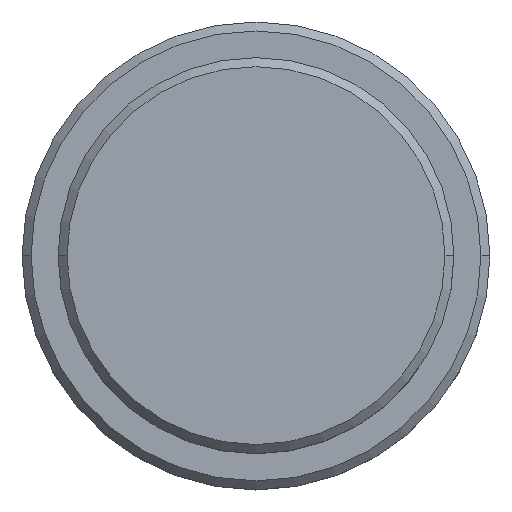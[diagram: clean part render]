
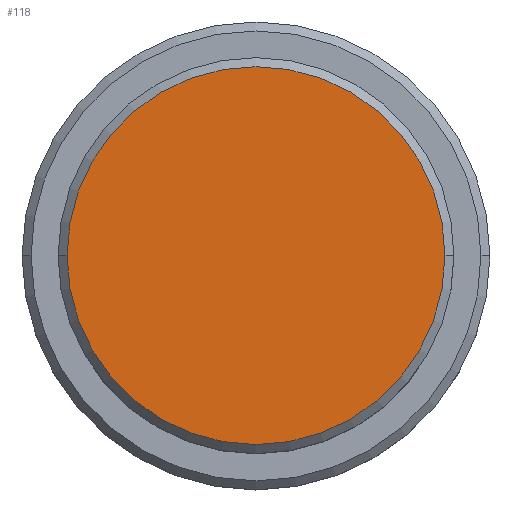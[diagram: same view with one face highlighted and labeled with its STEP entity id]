
A CAD part, top view. The second image highlights one B-rep face of the part: STEP entity #118.
In plain terms, the highlighted planar face has unit normal (0, 0, 1).
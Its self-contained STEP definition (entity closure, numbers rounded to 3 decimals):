
#54 = DIRECTION ( 'NONE',  ( 0., 0., 1. ) ) ;
#93 = DIRECTION ( 'NONE',  ( 0., 0., 1. ) ) ;
#118 = ADVANCED_FACE ( 'NONE', ( #328 ), #233, .T. ) ;
#121 = DIRECTION ( 'NONE',  ( 1., 0., 0. ) ) ;
#148 = AXIS2_PLACEMENT_3D ( 'NONE', #1033, #393, #278 ) ;
#160 = VERTEX_POINT ( 'NONE', #1235 ) ;
#233 = PLANE ( 'NONE',  #1286 ) ;
#244 = CARTESIAN_POINT ( 'NONE',  ( 0., 0., 0. ) ) ;
#278 = DIRECTION ( 'NONE',  ( 1., 0., 0. ) ) ;
#309 = CIRCLE ( 'NONE', #846, 10.5 ) ;
#328 = FACE_OUTER_BOUND ( 'NONE', #1369, .T. ) ;
#393 = DIRECTION ( 'NONE',  ( 0., 0., 1. ) ) ;
#499 = CARTESIAN_POINT ( 'NONE',  ( 0., 0., 0. ) ) ;
#698 = EDGE_CURVE ( 'NONE', #1068, #160, #753, .T. ) ;
#753 = CIRCLE ( 'NONE', #148, 10.5 ) ;
#846 = AXIS2_PLACEMENT_3D ( 'NONE', #499, #93, #954 ) ;
#954 = DIRECTION ( 'NONE',  ( 1., 0., 0. ) ) ;
#1031 = ORIENTED_EDGE ( 'NONE', *, *, #698, .T. ) ;
#1033 = CARTESIAN_POINT ( 'NONE',  ( 0., 0., 0. ) ) ;
#1068 = VERTEX_POINT ( 'NONE', #1319 ) ;
#1235 = CARTESIAN_POINT ( 'NONE',  ( -10.5, 0., 0. ) ) ;
#1286 = AXIS2_PLACEMENT_3D ( 'NONE', #244, #54, #121 ) ;
#1319 = CARTESIAN_POINT ( 'NONE',  ( 10.5, 0., 0. ) ) ;
#1369 = EDGE_LOOP ( 'NONE', ( #1398, #1031 ) ) ;
#1372 = EDGE_CURVE ( 'NONE', #160, #1068, #309, .T. ) ;
#1398 = ORIENTED_EDGE ( 'NONE', *, *, #1372, .T. ) ;
